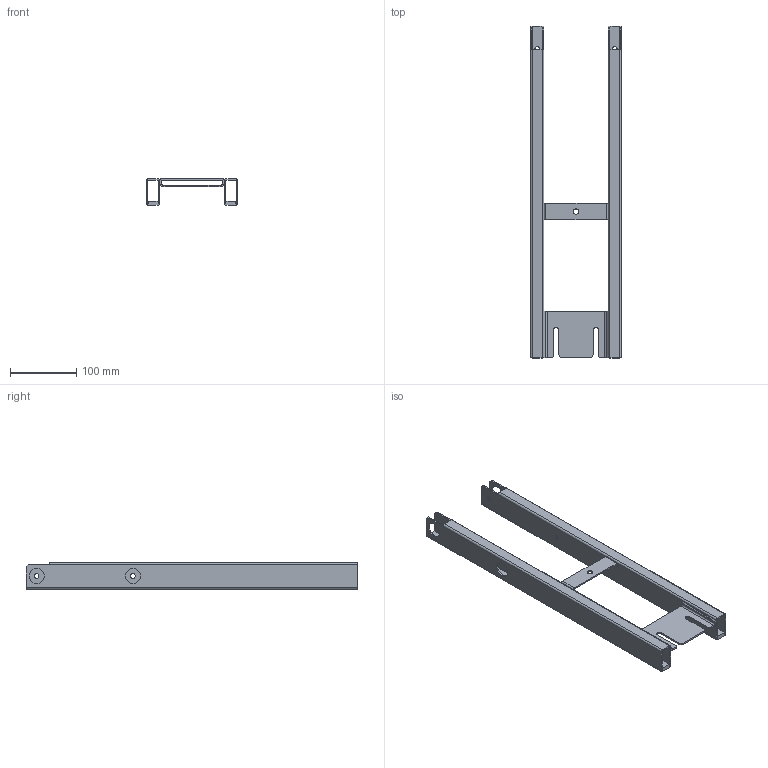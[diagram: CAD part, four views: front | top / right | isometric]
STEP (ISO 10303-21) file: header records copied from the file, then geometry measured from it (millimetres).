
FILE_DESCRIPTION((''),'2;1');
FILE_NAME('JC35TT-0003','2021-01-04T13:36:53',('Administrator'),('捷昌驱动'),'CREO PARAMETRIC BY PTC INC, 2018100','CREO PARAMETRIC BY PTC INC, 2018100','');
FILE_SCHEMA(('CONFIG_CONTROL_DESIGN'));
Length unit declared in the file: millimetre
Products named in the file (1): JC35TT-0003
Bounding box: 137 x 500 x 40 mm (x, y, z)
Volume: 237483.1 mm3; surface area: 237182.7 mm2
Topology: 4 solids, 8 shells, 206 faces, 569 edges, 391 vertices
Faces by surface type: cylinder 118, plane 88
Entity records: 6868 total; most frequent: DIRECTION 1242, CARTESIAN_POINT 1167, ORIENTED_EDGE 1122, EDGE_CURVE 569, AXIS2_PLACEMENT_3D 466, VERTEX_POINT 391, VECTOR 310, LINE 310
